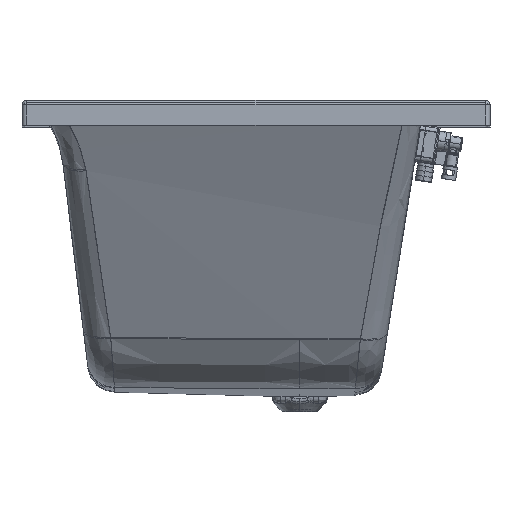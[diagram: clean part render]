
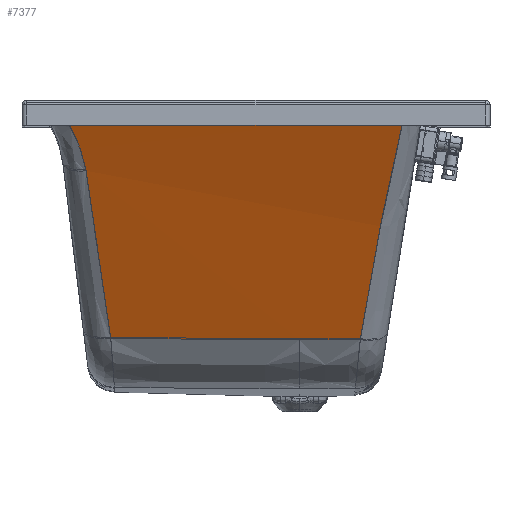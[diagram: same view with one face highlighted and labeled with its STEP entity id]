
A CAD part, top view. The second image highlights one B-rep face of the part: STEP entity #7377.
In plain terms, the highlighted cylindrical face has radius 7996 mm (diameter 15992 mm), a partial arc.
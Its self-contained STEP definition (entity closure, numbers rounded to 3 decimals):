
#1564=CARTESIAN_POINT('',(261.535,-9.857,777.34));
#1565=CARTESIAN_POINT('',(259.626,-9.901,777.317));
#1566=CARTESIAN_POINT('',(256.151,-10.336,777.088));
#1567=CARTESIAN_POINT('',(252.,-11.538,776.458));
#1568=CARTESIAN_POINT('',(248.716,-12.98,775.702));
#1569=CARTESIAN_POINT('',(246.111,-14.497,774.907));
#1570=CARTESIAN_POINT('',(244.052,-15.973,774.134));
#1571=CARTESIAN_POINT('',(242.412,-17.357,773.409));
#1572=CARTESIAN_POINT('',(241.112,-18.605,772.757));
#1573=CARTESIAN_POINT('',(240.044,-19.723,772.172));
#1574=CARTESIAN_POINT('',(239.149,-20.73,771.646));
#1575=CARTESIAN_POINT('',(238.633,-21.345,771.324));
#1576=CARTESIAN_POINT('',(238.403,-21.637,771.172));
#1578=CARTESIAN_POINT('',(167.231,-383.337,593.62));
#1579=CARTESIAN_POINT('',(172.145,-352.573,607.771));
#1580=CARTESIAN_POINT('',(182.371,-291.275,636.441));
#1581=CARTESIAN_POINT('',(205.077,-170.157,694.973));
#1582=CARTESIAN_POINT('',(224.462,-80.622,740.349));
#1583=CARTESIAN_POINT('',(238.403,-21.637,771.172));
#1585=CARTESIAN_POINT('',(167.231,-383.337,593.62));
#1586=CARTESIAN_POINT('',(156.99,-383.391,593.595));
#1587=CARTESIAN_POINT('',(136.146,-383.484,593.552));
#1588=CARTESIAN_POINT('',(104.602,-383.572,593.512));
#1589=CARTESIAN_POINT('',(81.747,-383.596,593.501));
#1590=CARTESIAN_POINT('',(70.,-383.596,593.501));
#1592=CARTESIAN_POINT('',(70.,-383.596,593.501));
#1593=CARTESIAN_POINT('',(46.59,-383.596,593.501));
#1594=CARTESIAN_POINT('',(2.65,-383.504,593.543));
#1595=CARTESIAN_POINT('',(-53.418,-383.204,
593.681));
#1596=CARTESIAN_POINT('',(-103.263,-382.811,
593.862));
#1597=CARTESIAN_POINT('',(-150.011,-382.339,
594.079));
#1598=CARTESIAN_POINT('',(-193.212,-381.824,
594.316));
#1599=CARTESIAN_POINT('',(-219.993,-381.465,
594.482));
#1600=CARTESIAN_POINT('',(-232.849,-381.284,
594.565));
#1602=CARTESIAN_POINT('',(-272.601,-112.715,
724.319));
#1603=CARTESIAN_POINT('',(-265.436,-157.015,
701.888));
#1604=CARTESIAN_POINT('',(-251.09,-246.012,
657.86));
#1605=CARTESIAN_POINT('',(-238.434,-336.012,
615.404));
#1606=CARTESIAN_POINT('',(-232.849,-381.284,
594.565));
#1608=CARTESIAN_POINT('',(-272.601,-112.715,
724.319));
#1609=CARTESIAN_POINT('',(-273.358,-107.922,
726.746));
#1610=CARTESIAN_POINT('',(-275.25,-98.335,
731.613));
#1611=CARTESIAN_POINT('',(-279.266,-83.894,
738.98));
#1612=CARTESIAN_POINT('',(-284.435,-69.596,
746.31));
#1613=CARTESIAN_POINT('',(-290.732,-55.559,
753.543));
#1614=CARTESIAN_POINT('',(-298.092,-41.927,
760.601));
#1615=CARTESIAN_POINT('',(-306.465,-28.826,
767.414));
#1616=CARTESIAN_POINT('',(-315.699,-16.333,
773.944));
#1617=CARTESIAN_POINT('',(-322.386,-8.756,
777.91));
#1618=CARTESIAN_POINT('',(-325.78,-5.067,
779.849));
#1620=DIRECTION('',(-1.,0.,0.));
#1621=VECTOR('',#1620,654.88);
#1622=CARTESIAN_POINT('',(329.099,-5.07,779.854));
#1623=LINE('',#1622,#1621);
#1624=CARTESIAN_POINT('',(329.099,-5.07,779.854));
#1625=CARTESIAN_POINT('',(329.036,-5.429,779.664));
#1626=CARTESIAN_POINT('',(328.908,-6.151,779.285));
#1627=CARTESIAN_POINT('',(328.716,-7.238,778.715));
#1628=CARTESIAN_POINT('',(328.587,-7.965,778.332));
#1629=CARTESIAN_POINT('',(328.522,-8.33,778.141));
#1631=CARTESIAN_POINT('',(328.522,-8.33,778.141));
#1632=CARTESIAN_POINT('',(306.193,-8.839,777.874));
#1633=CARTESIAN_POINT('',(283.864,-9.348,777.607));
#1634=CARTESIAN_POINT('',(261.535,-9.857,777.34));
#3110=CARTESIAN_POINT('',(167.231,-383.337,593.62));
#4315=VERTEX_POINT('',#1602);
#4316=VERTEX_POINT('',#1606);
#4326=VERTEX_POINT('',#1592);
#4336=VERTEX_POINT('',#3110);
#4337=CARTESIAN_POINT('',(329.099,-5.07,779.854));
#4338=CARTESIAN_POINT('',(-325.78,-5.067,
779.849));
#4339=VERTEX_POINT('',#4337);
#4340=VERTEX_POINT('',#4338);
#4410=VERTEX_POINT('',#1564);
#4411=VERTEX_POINT('',#1576);
#4414=VERTEX_POINT('',#1631);
#7353=CARTESIAN_POINT('',(353.,-3724.829,7857.947));
#7354=DIRECTION('',(-1.,0.,0.));
#7355=DIRECTION('',(0.,0.,1.));
#7356=AXIS2_PLACEMENT_3D('',#7353,#7354,#7355);
#7357=CYLINDRICAL_SURFACE('',#7356,7996.);
#7359=ORIENTED_EDGE('',*,*,#7358,.T.);
#7361=ORIENTED_EDGE('',*,*,#7360,.F.);
#7363=ORIENTED_EDGE('',*,*,#7362,.T.);
#7365=ORIENTED_EDGE('',*,*,#7364,.T.);
#7367=ORIENTED_EDGE('',*,*,#7366,.F.);
#7369=ORIENTED_EDGE('',*,*,#7368,.T.);
#7370=ORIENTED_EDGE('',*,*,#7343,.F.);
#7372=ORIENTED_EDGE('',*,*,#7371,.T.);
#7374=ORIENTED_EDGE('',*,*,#7373,.T.);
#7375=EDGE_LOOP('',(#7359,#7361,#7363,#7365,#7367,#7369,#7370,#7372,#7374));
#7376=FACE_OUTER_BOUND('',#7375,.F.);
#7377=ADVANCED_FACE('',(#7376),#7357,.F.);
#1577=B_SPLINE_CURVE_WITH_KNOTS('',3,(#1564,#1565,#1566,#1567,#1568,#1569,#1570,
#1571,#1572,#1573,#1574,#1575,#1576),.UNSPECIFIED.,.F.,.F.,(4,1,1,1,1,1,1,1,1,1,
4),(0.,0.1,0.2,0.3,0.4,0.5,0.6,0.7,0.8,0.9,1.),
.UNSPECIFIED.);
#1584=B_SPLINE_CURVE_WITH_KNOTS('',3,(#1578,#1579,#1580,#1581,#1582,#1583),
.UNSPECIFIED.,.F.,.F.,(4,1,1,4),(0.,0.251,0.502,1.),
.UNSPECIFIED.);
#1591=B_SPLINE_CURVE_WITH_KNOTS('',3,(#1585,#1586,#1587,#1588,#1589,#1590),
.UNSPECIFIED.,.F.,.F.,(4,1,1,4),(0.,0.333,0.667,1.),
.UNSPECIFIED.);
#1601=B_SPLINE_CURVE_WITH_KNOTS('',3,(#1592,#1593,#1594,#1595,#1596,#1597,#1598,
#1599,#1600),.UNSPECIFIED.,.F.,.F.,(4,1,1,1,1,1,4),(0.,0.167,
0.333,0.5,0.667,0.833,1.),
.UNSPECIFIED.);
#1607=B_SPLINE_CURVE_WITH_KNOTS('',3,(#1602,#1603,#1604,#1605,#1606),
.UNSPECIFIED.,.F.,.F.,(4,1,4),(0.,0.5,1.),.UNSPECIFIED.);
#1619=B_SPLINE_CURVE_WITH_KNOTS('',3,(#1608,#1609,#1610,#1611,#1612,#1613,#1614,
#1615,#1616,#1617,#1618),.UNSPECIFIED.,.F.,.F.,(4,1,1,1,1,1,1,1,4),(0.,
0.125,0.25,0.375,0.5,0.625,0.75,0.875,1.),.UNSPECIFIED.);
#1630=B_SPLINE_CURVE_WITH_KNOTS('',3,(#1624,#1625,#1626,#1627,#1628,#1629),
.UNSPECIFIED.,.F.,.F.,(4,1,1,4),(0.,0.333,0.667,1.),
.UNSPECIFIED.);
#1635=B_SPLINE_CURVE_WITH_KNOTS('',3,(#1631,#1632,#1633,#1634),.UNSPECIFIED.,
.F.,.F.,(4,4),(0.,1.),.UNSPECIFIED.);
#7343=EDGE_CURVE('',#4339,#4340,#1623,.T.);
#7358=EDGE_CURVE('',#4410,#4411,#1577,.T.);
#7360=EDGE_CURVE('',#4336,#4411,#1584,.T.);
#7362=EDGE_CURVE('',#4336,#4326,#1591,.T.);
#7364=EDGE_CURVE('',#4326,#4316,#1601,.T.);
#7366=EDGE_CURVE('',#4315,#4316,#1607,.T.);
#7368=EDGE_CURVE('',#4315,#4340,#1619,.T.);
#7371=EDGE_CURVE('',#4339,#4414,#1630,.T.);
#7373=EDGE_CURVE('',#4414,#4410,#1635,.T.);
